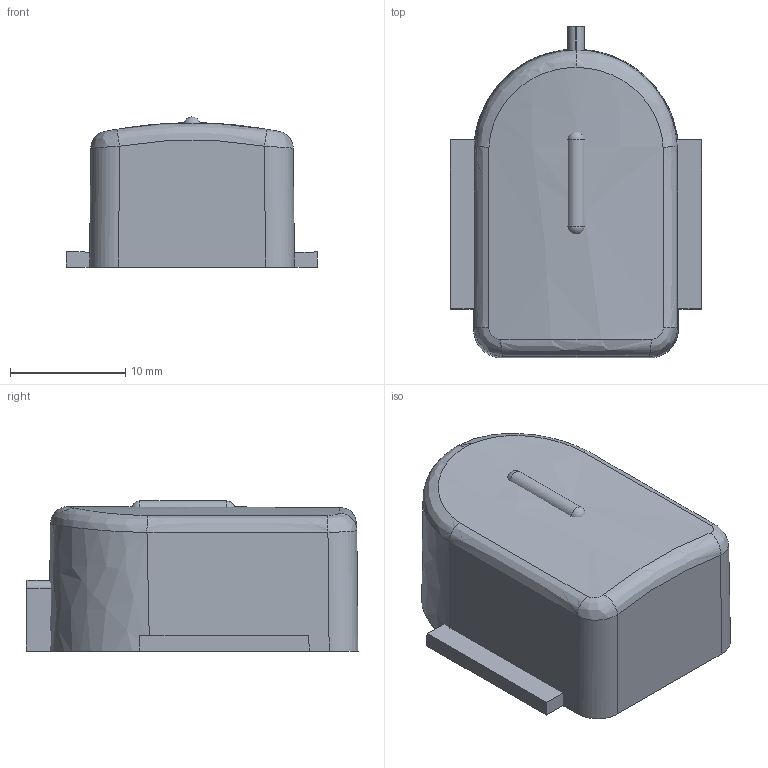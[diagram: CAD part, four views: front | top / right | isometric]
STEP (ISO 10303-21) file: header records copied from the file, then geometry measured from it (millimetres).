
FILE_DESCRIPTION(/* description */ ('','CAx-IF Rec.Pracs.---Representation and Presentation of Product Manufacturing Information (PMI)---4.0---2014-10-13'),/* implementation_level */ '2;1');
FILE_NAME(/* name */ 'gh fret fdm vertical v1 bar.step',/* time_stamp */ '2025-01-10T22:51:50+01:00',/* author */ (''),/* organization */ (''),/* preprocessor_version */ 'ST-DEVELOPER v20',/* originating_system */ 'Autodesk Translation Framework v13.20.0.188',/* authorisation */ '');
FILE_SCHEMA (('AP242_MANAGED_MODEL_BASED_3D_ENGINEERING_MIM_LF { 1 0 10303 442 1 1 4 }'));
Length unit declared in the file: millimetre
Products named in the file (1): gh fret fdm vertical
Bounding box: 21.75 x 28.75 x 13 mm (x, y, z)
Volume: 5383.6 mm3; surface area: 2101.4 mm2
Topology: 5 solids, 5 shells, 44 faces, 96 edges, 61 vertices
Faces by surface type: plane 25, bspline 10, cylinder 7, sphere 2
Entity records: 1580 total; most frequent: CARTESIAN_POINT 637, ORIENTED_EDGE 190, DIRECTION 162, EDGE_CURVE 95, VERTEX_POINT 61, LINE 54, VECTOR 54, AXIS2_PLACEMENT_3D 54
